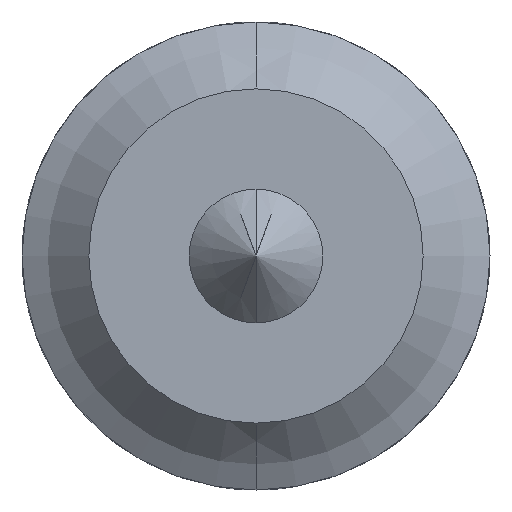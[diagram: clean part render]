
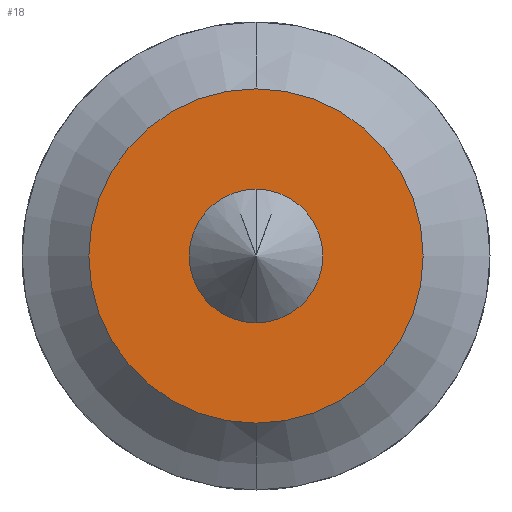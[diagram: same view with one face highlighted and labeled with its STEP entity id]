
A CAD part, front view. The second image highlights one B-rep face of the part: STEP entity #18.
In plain terms, the highlighted planar face has unit normal (0, -1, 0).
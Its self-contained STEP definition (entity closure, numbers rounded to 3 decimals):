
#18 = ADVANCED_FACE ( 'NONE', ( #905, #907 ), #161, .F. ) ;
#124 = AXIS2_PLACEMENT_3D ( 'NONE', #973, #974, #975 ) ;
#126 = AXIS2_PLACEMENT_3D ( 'NONE', #976, #977, #978 ) ;
#161 = PLANE ( 'NONE',  #909 ) ;
#162 = CARTESIAN_POINT ( 'NONE',  ( 0., 0., 0. ) ) ;
#287 = VERTEX_POINT ( 'NONE', #568 ) ;
#312 = ORIENTED_EDGE ( 'NONE', *, *, #388, .T. ) ;
#313 = ORIENTED_EDGE ( 'NONE', *, *, #393, .F. ) ;
#315 = ORIENTED_EDGE ( 'NONE', *, *, #433, .T. ) ;
#318 = ORIENTED_EDGE ( 'NONE', *, *, #389, .F. ) ;
#388 = EDGE_CURVE ( 'NONE', #287, #611, #443, .T. ) ;
#389 = EDGE_CURVE ( 'NONE', #447, #446, #700, .T. ) ;
#393 = EDGE_CURVE ( 'NONE', #446, #447, #703, .T. ) ;
#433 = EDGE_CURVE ( 'NONE', #611, #287, #707, .T. ) ;
#443 = CIRCLE ( 'NONE', #124, 1.75 ) ;
#446 = VERTEX_POINT ( 'NONE', #849 ) ;
#447 = VERTEX_POINT ( 'NONE', #850 ) ;
#568 = CARTESIAN_POINT ( 'NONE',  ( 0., 0., 1.75 ) ) ;
#579 = AXIS2_PLACEMENT_3D ( 'NONE', #985, #989, #990 ) ;
#586 = AXIS2_PLACEMENT_3D ( 'NONE', #994, #1001, #1002 ) ;
#605 = EDGE_LOOP ( 'NONE', ( #315, #312 ) ) ;
#606 = EDGE_LOOP ( 'NONE', ( #318, #313 ) ) ;
#611 = VERTEX_POINT ( 'NONE', #856 ) ;
#700 = CIRCLE ( 'NONE', #126, 5. ) ;
#703 = CIRCLE ( 'NONE', #579, 5. ) ;
#707 = CIRCLE ( 'NONE', #586, 1.75 ) ;
#770 = DIRECTION ( 'NONE',  ( 0., 1., 0. ) ) ;
#771 = DIRECTION ( 'NONE',  ( 0., 0., 1. ) ) ;
#849 = CARTESIAN_POINT ( 'NONE',  ( 0., 0., 5. ) ) ;
#850 = CARTESIAN_POINT ( 'NONE',  ( 0., 0., -5. ) ) ;
#856 = CARTESIAN_POINT ( 'NONE',  ( 0., 0., -1.75 ) ) ;
#905 = FACE_OUTER_BOUND ( 'NONE', #606, .T. ) ;
#907 = FACE_BOUND ( 'NONE', #605, .T. ) ;
#909 = AXIS2_PLACEMENT_3D ( 'NONE', #162, #770, #771 ) ;
#973 = CARTESIAN_POINT ( 'NONE',  ( 0., 0., 0. ) ) ;
#974 = DIRECTION ( 'NONE',  ( 0., 1., 0. ) ) ;
#975 = DIRECTION ( 'NONE',  ( 0., 0., 1. ) ) ;
#976 = CARTESIAN_POINT ( 'NONE',  ( 0., 0., 0. ) ) ;
#977 = DIRECTION ( 'NONE',  ( 0., 1., 0. ) ) ;
#978 = DIRECTION ( 'NONE',  ( 0., 0., 1. ) ) ;
#985 = CARTESIAN_POINT ( 'NONE',  ( 0., 0., 0. ) ) ;
#989 = DIRECTION ( 'NONE',  ( 0., 1., 0. ) ) ;
#990 = DIRECTION ( 'NONE',  ( 0., 0., 1. ) ) ;
#994 = CARTESIAN_POINT ( 'NONE',  ( 0., 0., 0. ) ) ;
#1001 = DIRECTION ( 'NONE',  ( 0., 1., 0. ) ) ;
#1002 = DIRECTION ( 'NONE',  ( 0., 0., 1. ) ) ;
